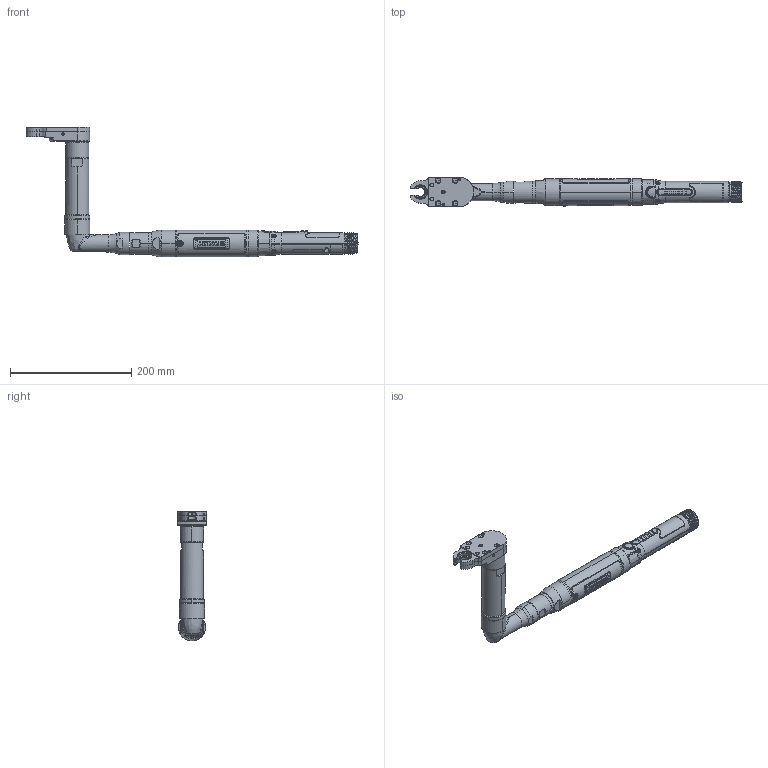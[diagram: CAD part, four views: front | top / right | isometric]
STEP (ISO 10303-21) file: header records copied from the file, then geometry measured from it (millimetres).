
FILE_DESCRIPTION((''),'2;1');
FILE_NAME('EB33LT312-30','2018-05-30T',('CEG0317'),(''),'PRO/ENGINEER BY PARAMETRIC TECHNOLOGY CORPORATION, 2016360','PRO/ENGINEER BY PARAMETRIC TECHNOLOGY CORPORATION, 2016360','');
FILE_SCHEMA(('CONFIG_CONTROL_DESIGN'));
Length unit declared in the file: inch
Products named in the file (1): EB33LT312-30
Bounding box: 547.62 x 47.62 x 214.31 mm (x, y, z)
Surface area: 157446.2 mm2 (no closed solid volume)
Topology: 0 solids, 154 shells, 1577 faces, 6193 edges, 4593 vertices
Faces by surface type: plane 444, cylinder 423, bspline 412, cone 144, torus 101, extrusion 37, sphere 16
Entity records: 96889 total; most frequent: CARTESIAN_POINT 51515, ORIENTED_EDGE 8996, DIRECTION 7734, EDGE_CURVE 6191, VERTEX_POINT 4593, AXIS2_PLACEMENT_3D 2651, VECTOR 2432, LINE 2395
